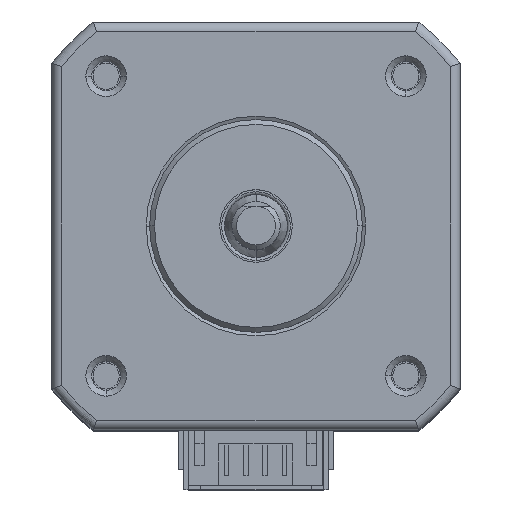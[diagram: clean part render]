
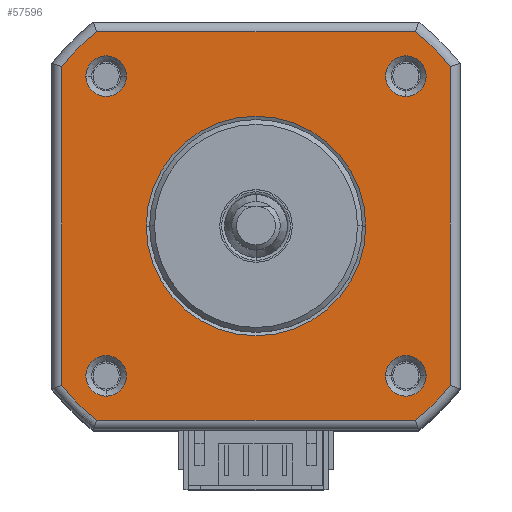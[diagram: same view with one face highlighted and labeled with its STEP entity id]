
A CAD part, top view. The second image highlights one B-rep face of the part: STEP entity #57596.
In plain terms, the highlighted face is planar.
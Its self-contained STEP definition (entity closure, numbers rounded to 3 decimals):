
#56509=CARTESIAN_POINT('',(-15.5,-15.5,0.));
#56510=DIRECTION('',(0.,0.,1.));
#56511=DIRECTION('',(-1.,0.,0.));
#56512=AXIS2_PLACEMENT_3D('',#56509,#56510,#56511);
#56514=CARTESIAN_POINT('',(-15.5,-15.5,0.));
#56515=DIRECTION('',(0.,0.,1.));
#56516=DIRECTION('',(1.,0.,0.));
#56517=AXIS2_PLACEMENT_3D('',#56514,#56515,#56516);
#56519=CARTESIAN_POINT('',(15.5,-15.5,0.));
#56520=DIRECTION('',(0.,0.,1.));
#56521=DIRECTION('',(0.,-1.,0.));
#56522=AXIS2_PLACEMENT_3D('',#56519,#56520,#56521);
#56524=CARTESIAN_POINT('',(15.5,-15.5,0.));
#56525=DIRECTION('',(0.,0.,1.));
#56526=DIRECTION('',(0.,1.,0.));
#56527=AXIS2_PLACEMENT_3D('',#56524,#56525,#56526);
#56529=CARTESIAN_POINT('',(15.5,15.5,0.));
#56530=DIRECTION('',(0.,0.,1.));
#56531=DIRECTION('',(1.,0.,0.));
#56532=AXIS2_PLACEMENT_3D('',#56529,#56530,#56531);
#56534=CARTESIAN_POINT('',(15.5,15.5,0.));
#56535=DIRECTION('',(0.,0.,1.));
#56536=DIRECTION('',(-1.,0.,0.));
#56537=AXIS2_PLACEMENT_3D('',#56534,#56535,#56536);
#56539=CARTESIAN_POINT('',(-15.5,15.5,0.));
#56540=DIRECTION('',(0.,0.,1.));
#56541=DIRECTION('',(0.,1.,0.));
#56542=AXIS2_PLACEMENT_3D('',#56539,#56540,#56541);
#56544=CARTESIAN_POINT('',(-15.5,15.5,0.));
#56545=DIRECTION('',(0.,0.,1.));
#56546=DIRECTION('',(0.,-1.,0.));
#56547=AXIS2_PLACEMENT_3D('',#56544,#56545,#56546);
#56549=CARTESIAN_POINT('',(0.,0.,0.));
#56550=DIRECTION('',(0.,0.,-1.));
#56551=DIRECTION('',(0.773,-0.634,0.));
#56552=AXIS2_PLACEMENT_3D('',#56549,#56550,#56551);
#56554=DIRECTION('',(0.,-1.,0.));
#56555=VECTOR('',#56554,32.984);
#56556=CARTESIAN_POINT('',(20.1,16.492,0.));
#56557=LINE('',#56556,#56555);
#56558=CARTESIAN_POINT('',(0.,0.,0.));
#56559=DIRECTION('',(0.,0.,-1.));
#56560=DIRECTION('',(0.634,0.773,0.));
#56561=AXIS2_PLACEMENT_3D('',#56558,#56559,#56560);
#56563=DIRECTION('',(1.,0.,0.));
#56564=VECTOR('',#56563,32.984);
#56565=CARTESIAN_POINT('',(-16.492,20.1,0.));
#56566=LINE('',#56565,#56564);
#56567=CARTESIAN_POINT('',(0.,0.,0.));
#56568=DIRECTION('',(0.,0.,-1.));
#56569=DIRECTION('',(-0.773,0.634,0.));
#56570=AXIS2_PLACEMENT_3D('',#56567,#56568,#56569);
#56572=DIRECTION('',(0.,1.,0.));
#56573=VECTOR('',#56572,32.984);
#56574=CARTESIAN_POINT('',(-20.1,-16.492,0.));
#56575=LINE('',#56574,#56573);
#56576=CARTESIAN_POINT('',(0.,0.,0.));
#56577=DIRECTION('',(0.,0.,-1.));
#56578=DIRECTION('',(-0.634,-0.773,0.));
#56579=AXIS2_PLACEMENT_3D('',#56576,#56577,#56578);
#56581=DIRECTION('',(-1.,0.,0.));
#56582=VECTOR('',#56581,32.984);
#56583=CARTESIAN_POINT('',(16.492,-20.1,0.));
#56584=LINE('',#56583,#56582);
#56585=CARTESIAN_POINT('',(0.,0.,0.));
#56586=DIRECTION('',(0.,0.,1.));
#56587=DIRECTION('',(-1.,0.,0.));
#56588=AXIS2_PLACEMENT_3D('',#56585,#56586,#56587);
#56590=CARTESIAN_POINT('',(0.,0.,0.));
#56591=DIRECTION('',(0.,0.,1.));
#56592=DIRECTION('',(1.,0.,0.));
#56593=AXIS2_PLACEMENT_3D('',#56590,#56591,#56592);
#57387=CARTESIAN_POINT('',(-17.6,-15.5,0.));
#57388=CARTESIAN_POINT('',(-13.4,-15.5,0.));
#57389=VERTEX_POINT('',#57387);
#57390=VERTEX_POINT('',#57388);
#57399=CARTESIAN_POINT('',(15.5,-17.6,0.));
#57400=CARTESIAN_POINT('',(15.5,-13.4,0.));
#57401=VERTEX_POINT('',#57399);
#57402=VERTEX_POINT('',#57400);
#57411=CARTESIAN_POINT('',(17.6,15.5,0.));
#57412=CARTESIAN_POINT('',(13.4,15.5,0.));
#57413=VERTEX_POINT('',#57411);
#57414=VERTEX_POINT('',#57412);
#57423=CARTESIAN_POINT('',(-15.5,17.6,0.));
#57424=CARTESIAN_POINT('',(-15.5,13.4,0.));
#57425=VERTEX_POINT('',#57423);
#57426=VERTEX_POINT('',#57424);
#57459=CARTESIAN_POINT('',(20.1,-16.492,0.));
#57460=CARTESIAN_POINT('',(16.492,-20.1,0.));
#57461=VERTEX_POINT('',#57459);
#57462=VERTEX_POINT('',#57460);
#57467=CARTESIAN_POINT('',(20.1,16.492,0.));
#57468=VERTEX_POINT('',#57467);
#57471=CARTESIAN_POINT('',(16.492,20.1,0.));
#57472=VERTEX_POINT('',#57471);
#57477=CARTESIAN_POINT('',(-16.492,20.1,0.));
#57478=VERTEX_POINT('',#57477);
#57481=CARTESIAN_POINT('',(-20.1,16.492,0.));
#57482=VERTEX_POINT('',#57481);
#57483=CARTESIAN_POINT('',(-20.1,-16.492,0.));
#57484=VERTEX_POINT('',#57483);
#57487=CARTESIAN_POINT('',(-16.492,-20.1,0.));
#57488=VERTEX_POINT('',#57487);
#57519=CARTESIAN_POINT('',(-11.346,0.,0.));
#57520=CARTESIAN_POINT('',(11.346,0.,0.));
#57521=VERTEX_POINT('',#57519);
#57522=VERTEX_POINT('',#57520);
#57543=CARTESIAN_POINT('',(0.,0.,0.));
#57544=DIRECTION('',(0.,0.,1.));
#57545=DIRECTION('',(1.,0.,0.));
#57546=AXIS2_PLACEMENT_3D('',#57543,#57544,#57545);
#57547=PLANE('',#57546);
#57549=ORIENTED_EDGE('',*,*,#57548,.F.);
#57551=ORIENTED_EDGE('',*,*,#57550,.F.);
#57553=ORIENTED_EDGE('',*,*,#57552,.F.);
#57555=ORIENTED_EDGE('',*,*,#57554,.F.);
#57557=ORIENTED_EDGE('',*,*,#57556,.F.);
#57559=ORIENTED_EDGE('',*,*,#57558,.F.);
#57561=ORIENTED_EDGE('',*,*,#57560,.F.);
#57563=ORIENTED_EDGE('',*,*,#57562,.F.);
#57564=EDGE_LOOP('',(#57549,#57551,#57553,#57555,#57557,#57559,#57561,#57563));
#57565=FACE_OUTER_BOUND('',#57564,.F.);
#57567=ORIENTED_EDGE('',*,*,#57566,.F.);
#57569=ORIENTED_EDGE('',*,*,#57568,.F.);
#57570=EDGE_LOOP('',(#57567,#57569));
#57571=FACE_BOUND('',#57570,.F.);
#57573=ORIENTED_EDGE('',*,*,#57572,.F.);
#57575=ORIENTED_EDGE('',*,*,#57574,.F.);
#57576=EDGE_LOOP('',(#57573,#57575));
#57577=FACE_BOUND('',#57576,.F.);
#57579=ORIENTED_EDGE('',*,*,#57578,.F.);
#57581=ORIENTED_EDGE('',*,*,#57580,.F.);
#57582=EDGE_LOOP('',(#57579,#57581));
#57583=FACE_BOUND('',#57582,.F.);
#57585=ORIENTED_EDGE('',*,*,#57584,.F.);
#57587=ORIENTED_EDGE('',*,*,#57586,.F.);
#57588=EDGE_LOOP('',(#57585,#57587));
#57589=FACE_BOUND('',#57588,.F.);
#57591=ORIENTED_EDGE('',*,*,#57590,.F.);
#57593=ORIENTED_EDGE('',*,*,#57592,.F.);
#57594=EDGE_LOOP('',(#57591,#57593));
#57595=FACE_BOUND('',#57594,.F.);
#57596=ADVANCED_FACE('',(#57565,#57571,#57577,#57583,#57589,#57595),#57547,.F.);
#56513=CIRCLE('',#56512,2.1);
#56518=CIRCLE('',#56517,2.1);
#56523=CIRCLE('',#56522,2.1);
#56528=CIRCLE('',#56527,2.1);
#56533=CIRCLE('',#56532,2.1);
#56538=CIRCLE('',#56537,2.1);
#56543=CIRCLE('',#56542,2.1);
#56548=CIRCLE('',#56547,2.1);
#56553=CIRCLE('',#56552,26.);
#56562=CIRCLE('',#56561,26.);
#56571=CIRCLE('',#56570,26.);
#56580=CIRCLE('',#56579,26.);
#56589=CIRCLE('',#56588,11.346);
#56594=CIRCLE('',#56593,11.346);
#57548=EDGE_CURVE('',#57461,#57462,#56553,.T.);
#57550=EDGE_CURVE('',#57468,#57461,#56557,.T.);
#57552=EDGE_CURVE('',#57472,#57468,#56562,.T.);
#57554=EDGE_CURVE('',#57478,#57472,#56566,.T.);
#57556=EDGE_CURVE('',#57482,#57478,#56571,.T.);
#57558=EDGE_CURVE('',#57484,#57482,#56575,.T.);
#57560=EDGE_CURVE('',#57488,#57484,#56580,.T.);
#57562=EDGE_CURVE('',#57462,#57488,#56584,.T.);
#57566=EDGE_CURVE('',#57401,#57402,#56523,.T.);
#57568=EDGE_CURVE('',#57402,#57401,#56528,.T.);
#57572=EDGE_CURVE('',#57413,#57414,#56533,.T.);
#57574=EDGE_CURVE('',#57414,#57413,#56538,.T.);
#57578=EDGE_CURVE('',#57425,#57426,#56543,.T.);
#57580=EDGE_CURVE('',#57426,#57425,#56548,.T.);
#57584=EDGE_CURVE('',#57389,#57390,#56513,.T.);
#57586=EDGE_CURVE('',#57390,#57389,#56518,.T.);
#57590=EDGE_CURVE('',#57521,#57522,#56589,.T.);
#57592=EDGE_CURVE('',#57522,#57521,#56594,.T.);
